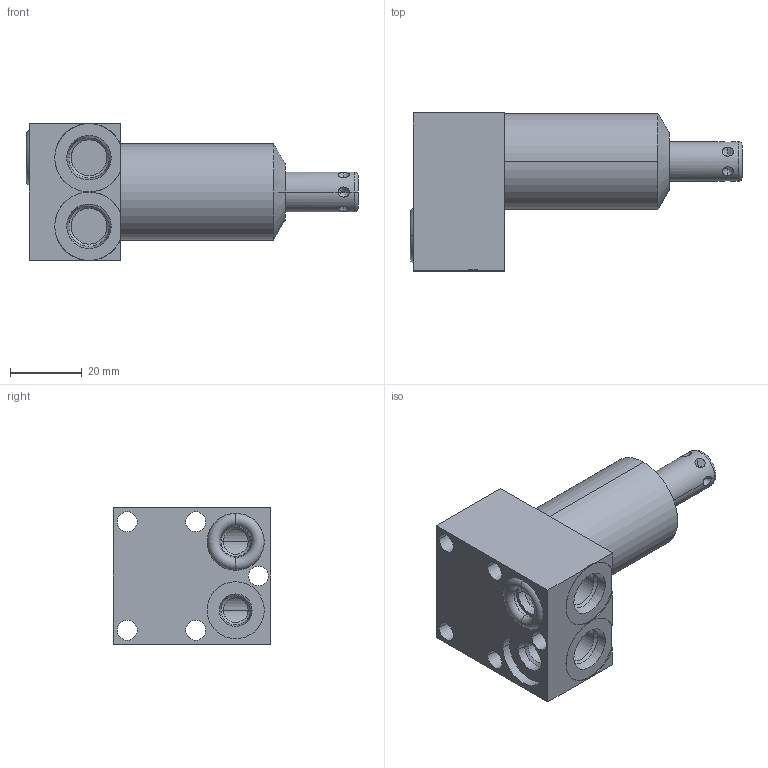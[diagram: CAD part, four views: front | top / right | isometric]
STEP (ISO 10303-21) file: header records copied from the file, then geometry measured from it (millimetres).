
FILE_DESCRIPTION((''),'2;1');
FILE_NAME('ILC14220501L','2018-06-11T',('act'),(''),'PRO/ENGINEER BY PARAMETRIC TECHNOLOGY CORPORATION, 2013320','PRO/ENGINEER BY PARAMETRIC TECHNOLOGY CORPORATION, 2013320','');
FILE_SCHEMA(('AUTOMOTIVE_DESIGN { 1 0 10303 214 1 1 1 1 }'));
Length unit declared in the file: inch
Products named in the file (1): ILC14220501L
Bounding box: 92.41 x 43.94 x 38.1 mm (x, y, z)
Volume: 61732.4 mm3; surface area: 16199.7 mm2
Topology: 2 solids, 3 shells, 88 faces, 216 edges, 126 vertices
Faces by surface type: cylinder 32, cone 32, plane 18, torus 6
Entity records: 3501 total; most frequent: CARTESIAN_POINT 638, DIRECTION 462, ORIENTED_EDGE 400, PRESENTATION_STYLE_ASSIGNMENT 214, STYLED_ITEM 205, CURVE_STYLE 202, EDGE_CURVE 202, AXIS2_PLACEMENT_3D 187
